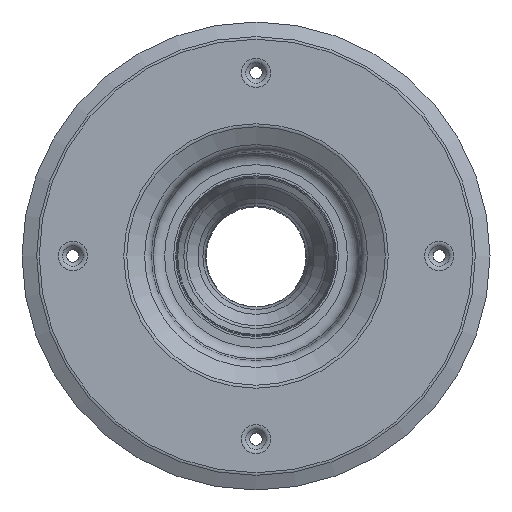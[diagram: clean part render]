
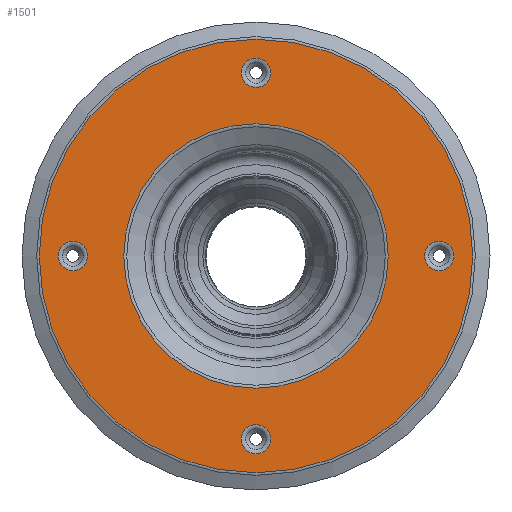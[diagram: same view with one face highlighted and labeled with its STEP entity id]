
A CAD part, top view. The second image highlights one B-rep face of the part: STEP entity #1501.
In plain terms, the highlighted planar face has unit normal (0, 0, 1).
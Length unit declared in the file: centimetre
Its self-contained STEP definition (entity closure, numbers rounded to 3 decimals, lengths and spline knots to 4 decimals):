
#44=FACE_BOUND('',#396,.T.);
#45=FACE_BOUND('',#397,.T.);
#46=FACE_BOUND('',#398,.T.);
#47=FACE_BOUND('',#399,.T.);
#48=FACE_BOUND('',#400,.T.);
#69=PLANE('',#1722);
#292=FACE_OUTER_BOUND('',#395,.T.);
#395=EDGE_LOOP('',(#1263));
#396=EDGE_LOOP('',(#1264));
#397=EDGE_LOOP('',(#1265));
#398=EDGE_LOOP('',(#1266));
#399=EDGE_LOOP('',(#1267));
#400=EDGE_LOOP('',(#1268));
#521=CIRCLE('',#1652,7.182);
#531=CIRCLE('',#1667,7.182);
#541=CIRCLE('',#1682,7.182);
#551=CIRCLE('',#1697,7.182);
#566=CIRCLE('',#1720,65.);
#568=CIRCLE('',#1723,106.5278);
#678=VERTEX_POINT('',#2590);
#686=VERTEX_POINT('',#2616);
#694=VERTEX_POINT('',#2642);
#702=VERTEX_POINT('',#2668);
#713=VERTEX_POINT('',#2704);
#714=VERTEX_POINT('',#2708);
#848=EDGE_CURVE('',#678,#678,#521,.T.);
#861=EDGE_CURVE('',#686,#686,#531,.T.);
#874=EDGE_CURVE('',#694,#694,#541,.T.);
#887=EDGE_CURVE('',#702,#702,#551,.T.);
#904=EDGE_CURVE('',#713,#713,#566,.T.);
#906=EDGE_CURVE('',#714,#714,#568,.T.);
#1263=ORIENTED_EDGE('',*,*,#906,.F.);
#1264=ORIENTED_EDGE('',*,*,#848,.T.);
#1265=ORIENTED_EDGE('',*,*,#861,.T.);
#1266=ORIENTED_EDGE('',*,*,#874,.T.);
#1267=ORIENTED_EDGE('',*,*,#887,.T.);
#1268=ORIENTED_EDGE('',*,*,#904,.T.);
#1501=ADVANCED_FACE('',(#292,#44,#45,#46,#47,#48),#69,.T.);
#1652=AXIS2_PLACEMENT_3D('',#2591,#2050,#2051);
#1667=AXIS2_PLACEMENT_3D('',#2617,#2083,#2084);
#1682=AXIS2_PLACEMENT_3D('',#2643,#2116,#2117);
#1697=AXIS2_PLACEMENT_3D('',#2669,#2149,#2150);
#1720=AXIS2_PLACEMENT_3D('',#2705,#2197,#2198);
#1722=AXIS2_PLACEMENT_3D('',#2707,#2201,#2202);
#1723=AXIS2_PLACEMENT_3D('',#2709,#2203,#2204);
#2050=DIRECTION('center_axis',(0.,0.,-1.));
#2051=DIRECTION('ref_axis',(0.,-1.,0.));
#2083=DIRECTION('center_axis',(0.,0.,-1.));
#2084=DIRECTION('ref_axis',(-1.,0.,0.));
#2116=DIRECTION('center_axis',(0.,0.,-1.));
#2117=DIRECTION('ref_axis',(0.,1.,0.));
#2149=DIRECTION('center_axis',(0.,0.,-1.));
#2150=DIRECTION('ref_axis',(1.,0.,0.));
#2197=DIRECTION('center_axis',(0.,0.,-1.));
#2198=DIRECTION('ref_axis',(1.,0.,0.));
#2201=DIRECTION('center_axis',(0.,0.,1.));
#2202=DIRECTION('ref_axis',(0.,-1.,0.));
#2203=DIRECTION('center_axis',(0.,0.,-1.));
#2204=DIRECTION('ref_axis',(1.,0.,0.));
#2590=CARTESIAN_POINT('',(-7.182,-90.,250.));
#2591=CARTESIAN_POINT('Origin',(0.,-90.,
250.));
#2616=CARTESIAN_POINT('',(-90.,7.182,250.));
#2617=CARTESIAN_POINT('Origin',(-90.,0.,250.));
#2642=CARTESIAN_POINT('',(7.182,90.,250.));
#2643=CARTESIAN_POINT('Origin',(0.,90.,250.));
#2668=CARTESIAN_POINT('',(90.,-7.182,250.));
#2669=CARTESIAN_POINT('Origin',(90.,0.,250.));
#2704=CARTESIAN_POINT('',(0.,-65.,250.));
#2705=CARTESIAN_POINT('Origin',(0.,0.,250.));
#2707=CARTESIAN_POINT('Origin',(106.5278,0.,250.));
#2708=CARTESIAN_POINT('',(0.,-106.5278,250.));
#2709=CARTESIAN_POINT('Origin',(0.,0.,250.));
